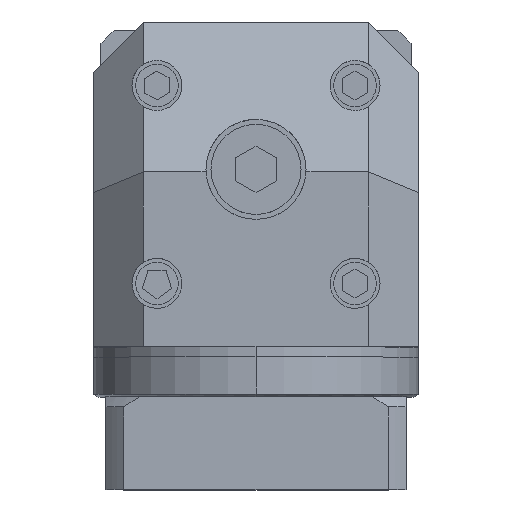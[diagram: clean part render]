
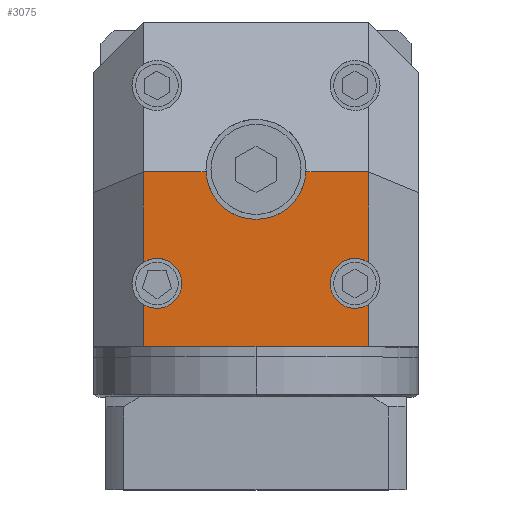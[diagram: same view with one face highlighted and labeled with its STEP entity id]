
A CAD part, top view. The second image highlights one B-rep face of the part: STEP entity #3075.
In plain terms, the highlighted planar face has unit normal (0, 0, 1).
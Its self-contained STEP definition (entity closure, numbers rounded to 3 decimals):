
#116 = VERTEX_POINT ( 'NONE', #4852 ) ;
#328 = ORIENTED_EDGE ( 'NONE', *, *, #3271, .T. ) ;
#450 = CARTESIAN_POINT ( 'NONE',  ( 14.799, -19.799, 65. ) ) ;
#611 = ORIENTED_EDGE ( 'NONE', *, *, #4397, .F. ) ;
#668 = VECTOR ( 'NONE', #10614, 1000. ) ;
#669 = DIRECTION ( 'NONE',  ( 0., 0., 1. ) ) ;
#700 = AXIS2_PLACEMENT_3D ( 'NONE', #2999, #5692, #10028 ) ;
#843 = CARTESIAN_POINT ( 'NONE',  ( -19.799, -19.799, 65. ) ) ;
#895 = VERTEX_POINT ( 'NONE', #7968 ) ;
#1193 = VECTOR ( 'NONE', #8036, 1000. ) ;
#1300 = CARTESIAN_POINT ( 'NONE',  ( 0., 3., 65. ) ) ;
#1413 = VERTEX_POINT ( 'NONE', #7399 ) ;
#1461 = CIRCLE ( 'NONE', #2956, 10. ) ;
#1613 = EDGE_CURVE ( 'NONE', #1413, #5489, #6288, .T. ) ;
#1844 = DIRECTION ( 'NONE',  ( 0., 0., 1. ) ) ;
#1886 = CARTESIAN_POINT ( 'NONE',  ( 0., 0., 65. ) ) ;
#1965 = ORIENTED_EDGE ( 'NONE', *, *, #7404, .T. ) ;
#1987 = EDGE_CURVE ( 'NONE', #7255, #9763, #2188, .T. ) ;
#2002 = CARTESIAN_POINT ( 'NONE',  ( -22.5, 0., 65. ) ) ;
#2015 = EDGE_CURVE ( 'NONE', #7042, #9103, #7511, .T. ) ;
#2111 = ORIENTED_EDGE ( 'NONE', *, *, #11340, .F. ) ;
#2123 = AXIS2_PLACEMENT_3D ( 'NONE', #1886, #9081, #2873 ) ;
#2188 = CIRCLE ( 'NONE', #700, 5. ) ;
#2222 = VECTOR ( 'NONE', #5791, 1000. ) ;
#2491 = VERTEX_POINT ( 'NONE', #3193 ) ;
#2517 = DIRECTION ( 'NONE',  ( 0., 1., 0. ) ) ;
#2538 = LINE ( 'NONE', #4353, #668 ) ;
#2599 = CARTESIAN_POINT ( 'NONE',  ( -32.5, -32.5, 65. ) ) ;
#2608 = VERTEX_POINT ( 'NONE', #8815 ) ;
#2651 = PLANE ( 'NONE',  #2123 ) ;
#2873 = DIRECTION ( 'NONE',  ( 0., -1., 0. ) ) ;
#2942 = DIRECTION ( 'NONE',  ( 1., 0., 0. ) ) ;
#2956 = AXIS2_PLACEMENT_3D ( 'NONE', #1300, #4691, #2942 ) ;
#2999 = CARTESIAN_POINT ( 'NONE',  ( -19.799, -19.799, 65. ) ) ;
#3006 = EDGE_CURVE ( 'NONE', #895, #9763, #8973, .T. ) ;
#3075 = ADVANCED_FACE ( 'NONE', ( #4512 ), #2651, .F. ) ;
#3105 = CARTESIAN_POINT ( 'NONE',  ( -14.799, -19.799, 65. ) ) ;
#3193 = CARTESIAN_POINT ( 'NONE',  ( 22.5, -15.591, 65. ) ) ;
#3271 = EDGE_CURVE ( 'NONE', #2491, #116, #7907, .T. ) ;
#3643 = ORIENTED_EDGE ( 'NONE', *, *, #3883, .T. ) ;
#3883 = EDGE_CURVE ( 'NONE', #2608, #895, #8489, .T. ) ;
#4117 = CARTESIAN_POINT ( 'NONE',  ( 22.5, -32.5, 65. ) ) ;
#4170 = CARTESIAN_POINT ( 'NONE',  ( 0., 2.5, 65. ) ) ;
#4243 = DIRECTION ( 'NONE',  ( 1., 0., 0. ) ) ;
#4253 = VECTOR ( 'NONE', #7788, 1000. ) ;
#4353 = CARTESIAN_POINT ( 'NONE',  ( -32.5, -32.5, 65. ) ) ;
#4397 = EDGE_CURVE ( 'NONE', #7042, #7255, #5583, .T. ) ;
#4409 = ORIENTED_EDGE ( 'NONE', *, *, #3006, .T. ) ;
#4503 = ORIENTED_EDGE ( 'NONE', *, *, #4658, .F. ) ;
#4512 = FACE_OUTER_BOUND ( 'NONE', #9360, .T. ) ;
#4570 = DIRECTION ( 'NONE',  ( 1., 0., 0. ) ) ;
#4658 = EDGE_CURVE ( 'NONE', #2491, #8939, #9579, .T. ) ;
#4691 = DIRECTION ( 'NONE',  ( 0., 0., 1. ) ) ;
#4852 = CARTESIAN_POINT ( 'NONE',  ( 22.5, 2.5, 65. ) ) ;
#4899 = VECTOR ( 'NONE', #2517, 1000. ) ;
#5214 = ORIENTED_EDGE ( 'NONE', *, *, #9384, .T. ) ;
#5399 = DIRECTION ( 'NONE',  ( -1., 0., 0. ) ) ;
#5489 = VERTEX_POINT ( 'NONE', #4117 ) ;
#5543 = VECTOR ( 'NONE', #6882, 1000. ) ;
#5583 = CIRCLE ( 'NONE', #8037, 5. ) ;
#5692 = DIRECTION ( 'NONE',  ( 0., 0., 1. ) ) ;
#5753 = EDGE_CURVE ( 'NONE', #2608, #8943, #1461, .T. ) ;
#5791 = DIRECTION ( 'NONE',  ( -1., 0., 0. ) ) ;
#5802 = VECTOR ( 'NONE', #4570, 1000. ) ;
#5826 = CARTESIAN_POINT ( 'NONE',  ( 19.799, -19.799, 65. ) ) ;
#5914 = LINE ( 'NONE', #6919, #4253 ) ;
#5938 = VECTOR ( 'NONE', #10954, 1000. ) ;
#6288 = LINE ( 'NONE', #2599, #5802 ) ;
#6494 = VERTEX_POINT ( 'NONE', #10920 ) ;
#6588 = LINE ( 'NONE', #4170, #5543 ) ;
#6687 = CARTESIAN_POINT ( 'NONE',  ( 19.799, -19.799, 65. ) ) ;
#6856 = CIRCLE ( 'NONE', #10777, 5. ) ;
#6882 = DIRECTION ( 'NONE',  ( -1., 0., 0. ) ) ;
#6919 = CARTESIAN_POINT ( 'NONE',  ( 22.5, 0., 65. ) ) ;
#6963 = CARTESIAN_POINT ( 'NONE',  ( 9.987, 2.5, 65. ) ) ;
#6977 = AXIS2_PLACEMENT_3D ( 'NONE', #6687, #10364, #8502 ) ;
#7042 = VERTEX_POINT ( 'NONE', #7647 ) ;
#7255 = VERTEX_POINT ( 'NONE', #3105 ) ;
#7396 = ORIENTED_EDGE ( 'NONE', *, *, #5753, .F. ) ;
#7399 = CARTESIAN_POINT ( 'NONE',  ( 0., -32.5, 65. ) ) ;
#7404 = EDGE_CURVE ( 'NONE', #5489, #6494, #5914, .T. ) ;
#7511 = LINE ( 'NONE', #2002, #5938 ) ;
#7572 = ORIENTED_EDGE ( 'NONE', *, *, #1987, .F. ) ;
#7647 = CARTESIAN_POINT ( 'NONE',  ( -22.5, -24.007, 65. ) ) ;
#7788 = DIRECTION ( 'NONE',  ( 0., 1., 0. ) ) ;
#7907 = LINE ( 'NONE', #11467, #4899 ) ;
#7968 = CARTESIAN_POINT ( 'NONE',  ( -22.5, 2.5, 65. ) ) ;
#7973 = CARTESIAN_POINT ( 'NONE',  ( -22.5, -15.591, 65. ) ) ;
#8036 = DIRECTION ( 'NONE',  ( 0., -1., 0. ) ) ;
#8037 = AXIS2_PLACEMENT_3D ( 'NONE', #843, #1844, #5399 ) ;
#8232 = EDGE_CURVE ( 'NONE', #9103, #1413, #2538, .T. ) ;
#8249 = ORIENTED_EDGE ( 'NONE', *, *, #8232, .T. ) ;
#8489 = LINE ( 'NONE', #10288, #2222 ) ;
#8502 = DIRECTION ( 'NONE',  ( 1., 0., 0. ) ) ;
#8815 = CARTESIAN_POINT ( 'NONE',  ( -9.987, 2.5, 65. ) ) ;
#8939 = VERTEX_POINT ( 'NONE', #450 ) ;
#8943 = VERTEX_POINT ( 'NONE', #6963 ) ;
#8973 = LINE ( 'NONE', #9905, #1193 ) ;
#9055 = CARTESIAN_POINT ( 'NONE',  ( -22.5, -32.5, 65. ) ) ;
#9081 = DIRECTION ( 'NONE',  ( 0., 0., -1. ) ) ;
#9103 = VERTEX_POINT ( 'NONE', #9055 ) ;
#9360 = EDGE_LOOP ( 'NONE', ( #5214, #7396, #3643, #4409, #7572, #611, #10543, #8249, #10616, #1965, #2111, #4503, #328 ) ) ;
#9384 = EDGE_CURVE ( 'NONE', #116, #8943, #6588, .T. ) ;
#9579 = CIRCLE ( 'NONE', #6977, 5. ) ;
#9763 = VERTEX_POINT ( 'NONE', #7973 ) ;
#9905 = CARTESIAN_POINT ( 'NONE',  ( -22.5, 0., 65. ) ) ;
#10028 = DIRECTION ( 'NONE',  ( -1., 0., 0. ) ) ;
#10288 = CARTESIAN_POINT ( 'NONE',  ( 0., 2.5, 65. ) ) ;
#10364 = DIRECTION ( 'NONE',  ( 0., 0., 1. ) ) ;
#10543 = ORIENTED_EDGE ( 'NONE', *, *, #2015, .T. ) ;
#10614 = DIRECTION ( 'NONE',  ( 1., 0., 0. ) ) ;
#10616 = ORIENTED_EDGE ( 'NONE', *, *, #1613, .T. ) ;
#10777 = AXIS2_PLACEMENT_3D ( 'NONE', #5826, #669, #4243 ) ;
#10920 = CARTESIAN_POINT ( 'NONE',  ( 22.5, -24.007, 65. ) ) ;
#10954 = DIRECTION ( 'NONE',  ( 0., -1., 0. ) ) ;
#11340 = EDGE_CURVE ( 'NONE', #8939, #6494, #6856, .T. ) ;
#11467 = CARTESIAN_POINT ( 'NONE',  ( 22.5, 0., 65. ) ) ;
